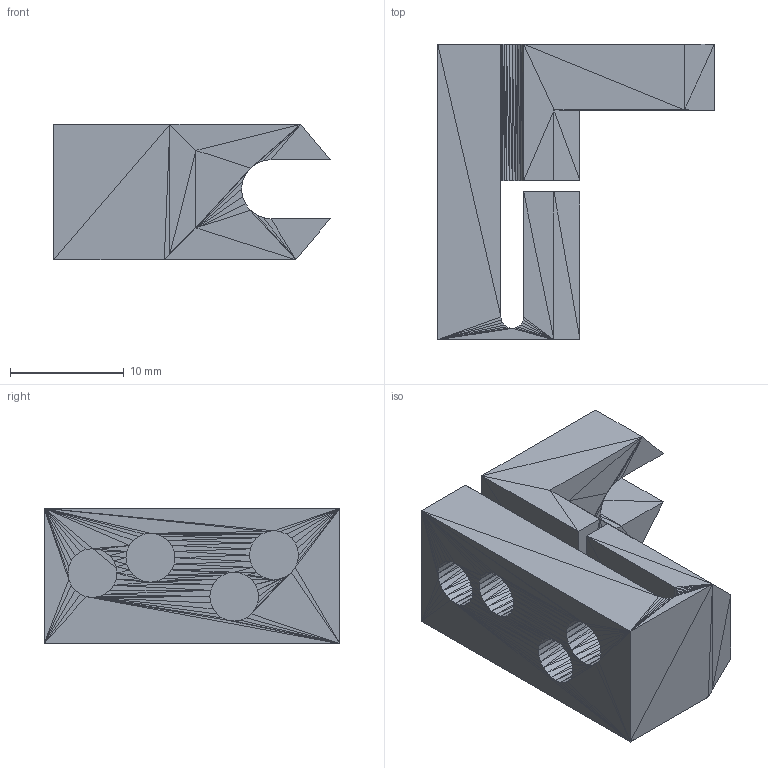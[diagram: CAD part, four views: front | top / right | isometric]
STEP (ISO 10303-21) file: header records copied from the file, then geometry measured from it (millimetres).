
FILE_DESCRIPTION(('FreeCAD Model'),'2;1');
FILE_NAME('chadmount.step', '2018-07-15T21:49:12',('Author'),(''), 'Open CASCADE STEP processor 6.8','FreeCAD','Unknown');
FILE_SCHEMA(('AUTOMOTIVE_DESIGN_CC2 { 1 2 10303 214 -1 1 5 4 }'));
Length unit declared in the file: millimetre
Products named in the file (1): ChadMount001_(Solid)
Bounding box: 24.3 x 26 x 11.9 mm (x, y, z)
Volume: 3345.4 mm3; surface area: 2649.8 mm2
Topology: 1 solids, 1 shells, 621 faces, 932 edges, 305 vertices
Faces by surface type: plane 621
Entity records: 23315 total; most frequent: CARTESIAN_POINT 4655, DIRECTION 3108, ORIENTED_EDGE 1864, LINE 1864, VECTOR 1864, PCURVE 1864, DEFINITIONAL_REPRESENTATION 1864, EDGE_CURVE 932
